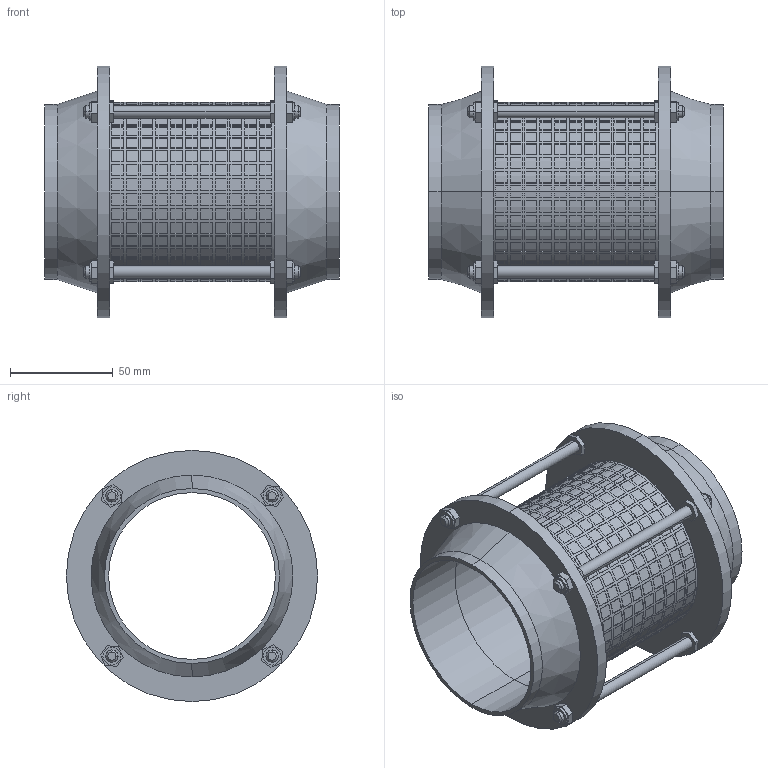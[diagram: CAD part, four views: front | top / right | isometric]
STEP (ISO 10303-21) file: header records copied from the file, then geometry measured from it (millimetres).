
FILE_DESCRIPTION (( 'STEP AP203' ), '1' );
FILE_NAME ('3D_M-7006_DN80_174601035.STEP', '2024-10-04T10:19:26', ( '' ), ( '' ), 'SwSTEP 2.0', 'SolidWorks 2024', '' );
FILE_SCHEMA (( 'CONFIG_CONTROL_DESIGN' ));
Length unit declared in the file: millimetre
Products named in the file (1): 3D_M-7006_DN80_174601035
Bounding box: 143 x 122 x 122 mm (x, y, z)
Volume: 213587.7 mm3; surface area: 131105.1 mm2
Topology: 10 solids, 10 shells, 1923 faces, 5722 edges, 3808 vertices
Faces by surface type: plane 1821, cylinder 82, cone 20
Entity records: 66807 total; most frequent: DIRECTION 11514, CARTESIAN_POINT 11454, ORIENTED_EDGE 11444, EDGE_CURVE 5722, AXIS2_PLACEMENT_3D 3868, VERTEX_POINT 3808, LINE 3778, VECTOR 3778
